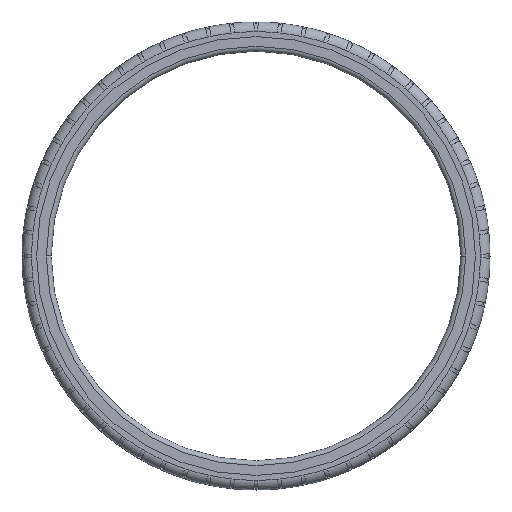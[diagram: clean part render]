
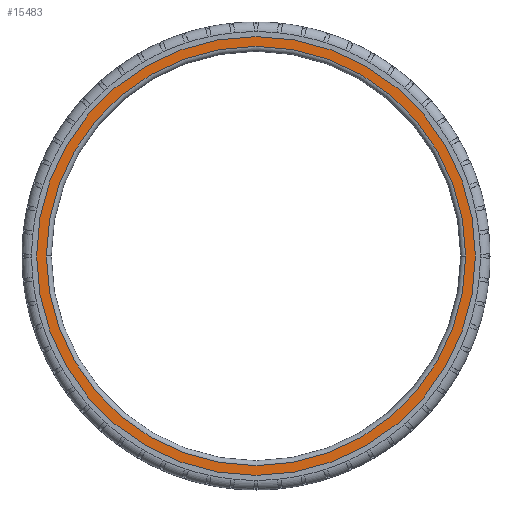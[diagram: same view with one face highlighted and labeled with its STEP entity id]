
A CAD part, left-side view. The second image highlights one B-rep face of the part: STEP entity #15483.
In plain terms, the highlighted planar face has unit normal (-1, 0, 0).
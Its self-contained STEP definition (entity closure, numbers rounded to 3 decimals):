
#253 = EDGE_CURVE ( 'NONE', #20520, #21420, #26727, .T. ) ;
#1713 = DIRECTION ( 'NONE',  ( 0., 1., 0. ) ) ;
#3761 = DIRECTION ( 'NONE',  ( -1., 0., 0. ) ) ;
#4827 = DIRECTION ( 'NONE',  ( 1., 0., 0. ) ) ;
#7943 = PLANE ( 'NONE',  #13428 ) ;
#8175 = DIRECTION ( 'NONE',  ( 0., -1., 0. ) ) ;
#8672 = AXIS2_PLACEMENT_3D ( 'NONE', #26253, #3761, #33093 ) ;
#9005 = ORIENTED_EDGE ( 'NONE', *, *, #34679, .F. ) ;
#9434 = EDGE_CURVE ( 'NONE', #9614, #36143, #36109, .T. ) ;
#9614 = VERTEX_POINT ( 'NONE', #29808 ) ;
#10243 = CARTESIAN_POINT ( 'NONE',  ( -5.75, 0., 0. ) ) ;
#10660 = DIRECTION ( 'NONE',  ( -1., 0., 0. ) ) ;
#13428 = AXIS2_PLACEMENT_3D ( 'NONE', #33309, #4827, #1713 ) ;
#14698 = AXIS2_PLACEMENT_3D ( 'NONE', #30101, #39490, #29892 ) ;
#15483 = ADVANCED_FACE ( 'NONE', ( #23760, #36436 ), #7943, .F. ) ;
#15714 = EDGE_CURVE ( 'NONE', #36143, #9614, #37959, .T. ) ;
#17101 = CARTESIAN_POINT ( 'NONE',  ( -5.75, -43., 0. ) ) ;
#19308 = CARTESIAN_POINT ( 'NONE',  ( -5.75, 45., 0. ) ) ;
#19762 = EDGE_LOOP ( 'NONE', ( #34931, #32475 ) ) ;
#20520 = VERTEX_POINT ( 'NONE', #17101 ) ;
#21420 = VERTEX_POINT ( 'NONE', #22154 ) ;
#22154 = CARTESIAN_POINT ( 'NONE',  ( -5.75, 43., 0. ) ) ;
#22842 = AXIS2_PLACEMENT_3D ( 'NONE', #10243, #36034, #25663 ) ;
#23760 = FACE_BOUND ( 'NONE', #33417, .T. ) ;
#25663 = DIRECTION ( 'NONE',  ( 0., -1., 0. ) ) ;
#26253 = CARTESIAN_POINT ( 'NONE',  ( -5.75, 0., 0. ) ) ;
#26493 = CARTESIAN_POINT ( 'NONE',  ( -5.75, 0., 0. ) ) ;
#26727 = CIRCLE ( 'NONE', #8672, 43. ) ;
#29808 = CARTESIAN_POINT ( 'NONE',  ( -5.75, -45., 0. ) ) ;
#29892 = DIRECTION ( 'NONE',  ( 0., -1., 0. ) ) ;
#30101 = CARTESIAN_POINT ( 'NONE',  ( -5.75, 0., 0. ) ) ;
#32475 = ORIENTED_EDGE ( 'NONE', *, *, #15714, .T. ) ;
#33093 = DIRECTION ( 'NONE',  ( 0., -1., 0. ) ) ;
#33309 = CARTESIAN_POINT ( 'NONE',  ( -5.75, 0., 0. ) ) ;
#33417 = EDGE_LOOP ( 'NONE', ( #38375, #9005 ) ) ;
#34465 = AXIS2_PLACEMENT_3D ( 'NONE', #26493, #10660, #8175 ) ;
#34679 = EDGE_CURVE ( 'NONE', #21420, #20520, #40460, .T. ) ;
#34931 = ORIENTED_EDGE ( 'NONE', *, *, #9434, .T. ) ;
#36034 = DIRECTION ( 'NONE',  ( -1., 0., 0. ) ) ;
#36109 = CIRCLE ( 'NONE', #22842, 45. ) ;
#36143 = VERTEX_POINT ( 'NONE', #19308 ) ;
#36436 = FACE_OUTER_BOUND ( 'NONE', #19762, .T. ) ;
#37959 = CIRCLE ( 'NONE', #14698, 45. ) ;
#38375 = ORIENTED_EDGE ( 'NONE', *, *, #253, .F. ) ;
#39490 = DIRECTION ( 'NONE',  ( -1., 0., 0. ) ) ;
#40460 = CIRCLE ( 'NONE', #34465, 43. ) ;
